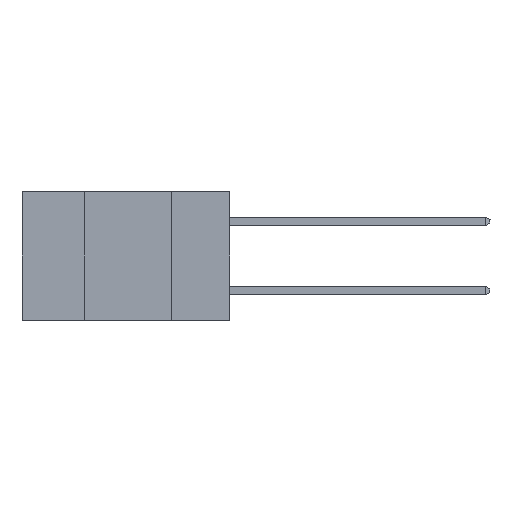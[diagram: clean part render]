
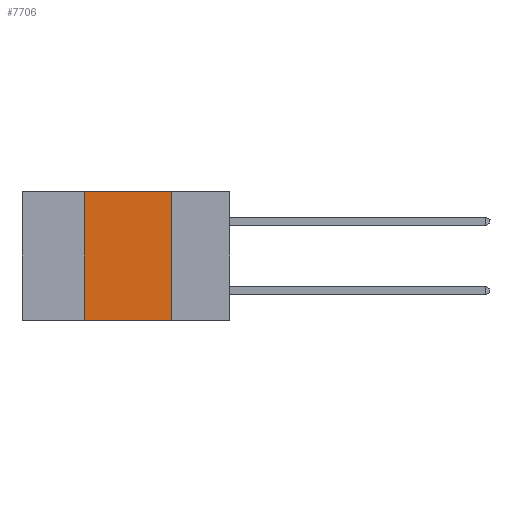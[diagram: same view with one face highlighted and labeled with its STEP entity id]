
A CAD part, left-side view. The second image highlights one B-rep face of the part: STEP entity #7706.
In plain terms, the highlighted planar face has unit normal (-1, 0, 0).
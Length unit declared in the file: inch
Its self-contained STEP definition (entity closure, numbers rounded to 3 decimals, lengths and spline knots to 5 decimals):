
#44 = CARTESIAN_POINT ( 'NONE',  ( 0., 0.42, 0. ) ) ;
#1101 = LINE ( 'NONE', #6243, #10607 ) ;
#1171 = VERTEX_POINT ( 'NONE', #44 ) ;
#1426 = LINE ( 'NONE', #16719, #12405 ) ;
#1508 = LINE ( 'NONE', #21952, #16162 ) ;
#2841 = VERTEX_POINT ( 'NONE', #11715 ) ;
#2904 = VECTOR ( 'NONE', #13304, 39.37008 ) ;
#3271 = CARTESIAN_POINT ( 'NONE',  ( 0., 0.42, -0.37 ) ) ;
#4889 = ORIENTED_EDGE ( 'NONE', *, *, #11251, .F. ) ;
#4953 = DIRECTION ( 'NONE',  ( 0., -1., 0. ) ) ;
#5690 = VERTEX_POINT ( 'NONE', #3271 ) ;
#5746 = DIRECTION ( 'NONE',  ( 1., 0., 0. ) ) ;
#6243 = CARTESIAN_POINT ( 'NONE',  ( 0., 0.42, -0.37 ) ) ;
#6252 = ORIENTED_EDGE ( 'NONE', *, *, #11221, .F. ) ;
#6696 = LINE ( 'NONE', #18534, #2904 ) ;
#7706 = ADVANCED_FACE ( 'NONE', ( #8753 ), #12353, .F. ) ;
#8753 = FACE_OUTER_BOUND ( 'NONE', #18544, .T. ) ;
#9782 = CARTESIAN_POINT ( 'NONE',  ( 0., 0.17, 0. ) ) ;
#10607 = VECTOR ( 'NONE', #13052, 39.37008 ) ;
#11221 = EDGE_CURVE ( 'NONE', #5690, #1171, #1101, .T. ) ;
#11251 = EDGE_CURVE ( 'NONE', #1171, #12102, #1426, .T. ) ;
#11715 = CARTESIAN_POINT ( 'NONE',  ( 0., 0.17, -0.37 ) ) ;
#12102 = VERTEX_POINT ( 'NONE', #9782 ) ;
#12227 = ORIENTED_EDGE ( 'NONE', *, *, #13350, .F. ) ;
#12353 = PLANE ( 'NONE',  #18915 ) ;
#12405 = VECTOR ( 'NONE', #15048, 39.37008 ) ;
#12841 = ORIENTED_EDGE ( 'NONE', *, *, #16681, .T. ) ;
#13052 = DIRECTION ( 'NONE',  ( 0., 0., 1. ) ) ;
#13304 = DIRECTION ( 'NONE',  ( 0., 0., -1. ) ) ;
#13350 = EDGE_CURVE ( 'NONE', #12102, #2841, #6696, .T. ) ;
#14129 = DIRECTION ( 'NONE',  ( 0., 0., -1. ) ) ;
#15048 = DIRECTION ( 'NONE',  ( 0., -1., 0. ) ) ;
#16162 = VECTOR ( 'NONE', #4953, 39.37008 ) ;
#16681 = EDGE_CURVE ( 'NONE', #5690, #2841, #1508, .T. ) ;
#16719 = CARTESIAN_POINT ( 'NONE',  ( 0., 0.6, 0. ) ) ;
#18534 = CARTESIAN_POINT ( 'NONE',  ( 0., 0.17, -0.37 ) ) ;
#18544 = EDGE_LOOP ( 'NONE', ( #12227, #4889, #6252, #12841 ) ) ;
#18915 = AXIS2_PLACEMENT_3D ( 'NONE', #19157, #5746, #14129 ) ;
#19157 = CARTESIAN_POINT ( 'NONE',  ( 0., 0.6, 0. ) ) ;
#21952 = CARTESIAN_POINT ( 'NONE',  ( 0., 0.6, -0.37 ) ) ;
